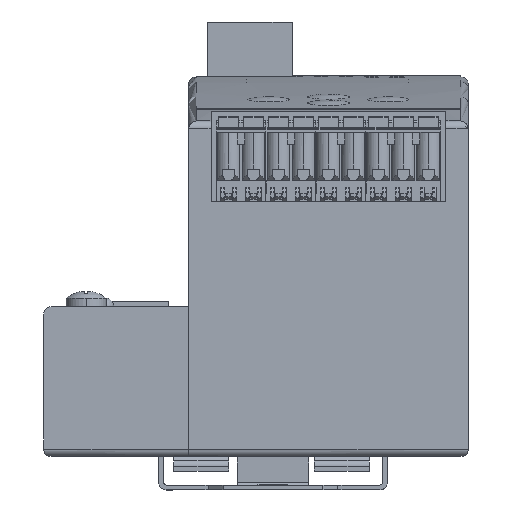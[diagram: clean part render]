
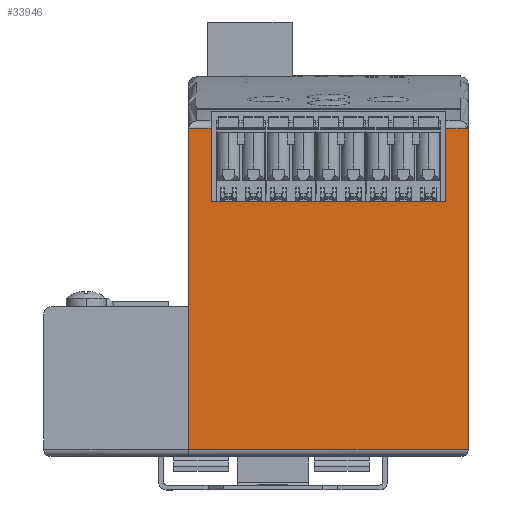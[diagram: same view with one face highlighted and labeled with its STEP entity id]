
A CAD part, front view. The second image highlights one B-rep face of the part: STEP entity #33946.
In plain terms, the highlighted planar face has unit normal (0, -1, 0).
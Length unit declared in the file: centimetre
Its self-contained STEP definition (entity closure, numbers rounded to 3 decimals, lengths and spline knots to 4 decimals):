
#1894=PLANE('',#42495);
#3122=B_SPLINE_CURVE_WITH_KNOTS('',3,(#44645,#44646,#44647,#44648,#44649,
#44650,#44651,#44652,#44653,#44654,#44655,#44656,#44657,#44658,#44659,#44660,
#44661,#44662,#44663,#44664,#44665,#44666,#44667,#44668,#44669,#44670,#44671,
#44672,#44673,#44674,#44675,#44676,#44677,#44678),.UNSPECIFIED.,.T.,.U.,
(4,2,2,2,2,2,2,2,2,2,2,2,2,2,2,2,4),(0.,0.0553,0.111,
0.167,0.2234,0.2798,0.3358,
0.3915,0.4468,0.5022,0.5578,
0.6139,0.6702,0.7266,0.7827,
0.8383,0.8937),.UNSPECIFIED.);
#3125=B_SPLINE_CURVE_WITH_KNOTS('',3,(#44723,#44724,#44725,#44726,#44727,
#44728,#44729,#44730,#44731,#44732,#44733,#44734,#44735,#44736,#44737,#44738,
#44739,#44740,#44741,#44742,#44743,#44744,#44745,#44746,#44747,#44748,#44749,
#44750,#44751,#44752,#44753,#44754,#44755,#44756),.UNSPECIFIED.,.T.,.U.,
(4,2,2,2,2,2,2,2,2,2,2,2,2,2,2,2,4),(0.,0.0553,0.111,
0.167,0.2234,0.2798,0.3358,0.3915,
0.4468,0.5022,0.5578,0.6139,
0.6702,0.7266,0.7827,0.8383,0.8937),
 .UNSPECIFIED.);
#3753=VECTOR('',#35838,1.);
#3756=VECTOR('',#35847,1.);
#3761=VECTOR('',#35865,1.);
#3764=VECTOR('',#35871,1.);
#3768=VECTOR('',#35880,1.);
#3769=VECTOR('',#35881,1.);
#3770=VECTOR('',#35882,1.);
#3771=VECTOR('',#35883,1.);
#7323=LINE('',#44697,#3753);
#7326=LINE('',#44705,#3756);
#7331=LINE('',#44770,#3761);
#7334=LINE('',#44775,#3764);
#7338=LINE('',#44786,#3768);
#7339=LINE('',#44787,#3769);
#7340=LINE('',#44788,#3770);
#7341=LINE('',#44790,#3771);
#11146=VERTEX_POINT('',#44644);
#11147=VERTEX_POINT('',#44679);
#11148=VERTEX_POINT('',#44694);
#11151=VERTEX_POINT('',#44704);
#11152=VERTEX_POINT('',#44706);
#11154=VERTEX_POINT('',#44757);
#11155=VERTEX_POINT('',#44764);
#11158=VERTEX_POINT('',#44769);
#11159=VERTEX_POINT('',#44776);
#11162=VERTEX_POINT('',#44789);
#14969=EDGE_CURVE('',#11146,#11147,#3122,.T.);
#14973=EDGE_CURVE('',#11147,#11148,#7323,.T.);
#14977=EDGE_CURVE('',#11151,#11152,#7326,.T.);
#14981=EDGE_CURVE('',#11152,#11154,#3125,.T.);
#14988=EDGE_CURVE('',#11158,#11155,#7331,.T.);
#14991=EDGE_CURVE('',#11159,#11148,#7334,.T.);
#14997=EDGE_CURVE('',#11146,#11155,#7338,.T.);
#14998=EDGE_CURVE('',#11158,#11154,#7339,.T.);
#14999=EDGE_CURVE('',#11151,#11162,#7340,.T.);
#15000=EDGE_CURVE('',#11162,#11159,#7341,.T.);
#19975=ORIENTED_EDGE('',*,*,#14973,.F.);
#19976=ORIENTED_EDGE('',*,*,#14969,.F.);
#19977=ORIENTED_EDGE('',*,*,#14997,.T.);
#19978=ORIENTED_EDGE('',*,*,#14988,.F.);
#19979=ORIENTED_EDGE('',*,*,#14998,.T.);
#19980=ORIENTED_EDGE('',*,*,#14981,.F.);
#19981=ORIENTED_EDGE('',*,*,#14977,.F.);
#19982=ORIENTED_EDGE('',*,*,#14999,.T.);
#19983=ORIENTED_EDGE('',*,*,#15000,.T.);
#19984=ORIENTED_EDGE('',*,*,#14991,.T.);
#29850=EDGE_LOOP('',(#19975,#19976,#19977,#19978,#19979,#19980,#19981,#19982,
#19983,#19984));
#31898=FACE_BOUND('',#29850,.T.);
#33946=ADVANCED_FACE('',(#31898),#1894,.T.);
#35838=DIRECTION('',(1.,0.,0.));
#35847=DIRECTION('',(1.,0.,0.));
#35865=DIRECTION('',(-1.,0.,0.));
#35871=DIRECTION('',(0.,0.,1.));
#35879=DIRECTION('',(0.,-1.,0.));
#35880=DIRECTION('',(0.,0.,-1.));
#35881=DIRECTION('',(0.,0.,1.));
#35882=DIRECTION('',(0.,0.,-1.));
#35883=DIRECTION('',(-1.,0.,0.));
#42495=AXIS2_PLACEMENT_3D('',#44785,#35879,$);
#44644=CARTESIAN_POINT('',(-2.8,-6.05,6.5483));
#44645=CARTESIAN_POINT('',(-2.65,-6.05,6.7));
#44646=CARTESIAN_POINT('',(-2.6316,-6.05,6.7));
#44647=CARTESIAN_POINT('',(-2.6099,-6.05,6.6956));
#44648=CARTESIAN_POINT('',(-2.5757,-6.05,6.6814));
#44649=CARTESIAN_POINT('',(-2.5572,-6.05,6.669));
#44650=CARTESIAN_POINT('',(-2.531,-6.05,6.6425));
#44651=CARTESIAN_POINT('',(-2.5186,-6.05,6.6239));
#44652=CARTESIAN_POINT('',(-2.5044,-6.05,6.5892));
#44653=CARTESIAN_POINT('',(-2.5,-6.05,6.5671));
#44654=CARTESIAN_POINT('',(-2.5,-6.05,6.5295));
#44655=CARTESIAN_POINT('',(-2.5044,-6.05,6.5074));
#44656=CARTESIAN_POINT('',(-2.5186,-6.05,6.4727));
#44657=CARTESIAN_POINT('',(-2.531,-6.05,6.454));
#44658=CARTESIAN_POINT('',(-2.5572,-6.05,6.4276));
#44659=CARTESIAN_POINT('',(-2.5757,-6.05,6.4152));
#44660=CARTESIAN_POINT('',(-2.6099,-6.05,6.4009));
#44661=CARTESIAN_POINT('',(-2.6316,-6.05,6.3966));
#44662=CARTESIAN_POINT('',(-2.6684,-6.05,6.3966));
#44663=CARTESIAN_POINT('',(-2.6901,-6.05,6.4009));
#44664=CARTESIAN_POINT('',(-2.7243,-6.05,6.4152));
#44665=CARTESIAN_POINT('',(-2.7428,-6.05,6.4276));
#44666=CARTESIAN_POINT('',(-2.769,-6.05,6.454));
#44667=CARTESIAN_POINT('',(-2.7814,-6.05,6.4727));
#44668=CARTESIAN_POINT('',(-2.7956,-6.05,6.5074));
#44669=CARTESIAN_POINT('',(-2.8,-6.05,6.5295));
#44670=CARTESIAN_POINT('',(-2.8,-6.05,6.5671));
#44671=CARTESIAN_POINT('',(-2.7956,-6.05,6.5892));
#44672=CARTESIAN_POINT('',(-2.7814,-6.05,6.6239));
#44673=CARTESIAN_POINT('',(-2.769,-6.05,6.6425));
#44674=CARTESIAN_POINT('',(-2.7428,-6.05,6.669));
#44675=CARTESIAN_POINT('',(-2.7243,-6.05,6.6814));
#44676=CARTESIAN_POINT('',(-2.6901,-6.05,6.6956));
#44677=CARTESIAN_POINT('',(-2.6684,-6.05,6.7));
#44678=CARTESIAN_POINT('',(-2.65,-6.05,6.7));
#44679=CARTESIAN_POINT('',(-2.7983,-6.05,6.5709));
#44694=CARTESIAN_POINT('',(-2.35,-6.05,6.5709));
#44697=CARTESIAN_POINT('',(-2.8,-6.05,6.5709));
#44704=CARTESIAN_POINT('',(2.35,-6.05,6.5709));
#44705=CARTESIAN_POINT('',(-2.8,-6.05,6.5709));
#44706=CARTESIAN_POINT('',(2.7983,-6.05,6.5709));
#44723=CARTESIAN_POINT('',(2.65,-6.05,6.7));
#44724=CARTESIAN_POINT('',(2.6684,-6.05,6.7));
#44725=CARTESIAN_POINT('',(2.6901,-6.05,6.6956));
#44726=CARTESIAN_POINT('',(2.7243,-6.05,6.6814));
#44727=CARTESIAN_POINT('',(2.7428,-6.05,6.669));
#44728=CARTESIAN_POINT('',(2.769,-6.05,6.6425));
#44729=CARTESIAN_POINT('',(2.7814,-6.05,6.6239));
#44730=CARTESIAN_POINT('',(2.7956,-6.05,6.5892));
#44731=CARTESIAN_POINT('',(2.8,-6.05,6.5671));
#44732=CARTESIAN_POINT('',(2.8,-6.05,6.5295));
#44733=CARTESIAN_POINT('',(2.7956,-6.05,6.5074));
#44734=CARTESIAN_POINT('',(2.7814,-6.05,6.4727));
#44735=CARTESIAN_POINT('',(2.769,-6.05,6.454));
#44736=CARTESIAN_POINT('',(2.7428,-6.05,6.4276));
#44737=CARTESIAN_POINT('',(2.7243,-6.05,6.4152));
#44738=CARTESIAN_POINT('',(2.6901,-6.05,6.4009));
#44739=CARTESIAN_POINT('',(2.6684,-6.05,6.3966));
#44740=CARTESIAN_POINT('',(2.6316,-6.05,6.3966));
#44741=CARTESIAN_POINT('',(2.6099,-6.05,6.4009));
#44742=CARTESIAN_POINT('',(2.5757,-6.05,6.4152));
#44743=CARTESIAN_POINT('',(2.5572,-6.05,6.4276));
#44744=CARTESIAN_POINT('',(2.531,-6.05,6.454));
#44745=CARTESIAN_POINT('',(2.5186,-6.05,6.4727));
#44746=CARTESIAN_POINT('',(2.5044,-6.05,6.5074));
#44747=CARTESIAN_POINT('',(2.5,-6.05,6.5295));
#44748=CARTESIAN_POINT('',(2.5,-6.05,6.5671));
#44749=CARTESIAN_POINT('',(2.5044,-6.05,6.5892));
#44750=CARTESIAN_POINT('',(2.5186,-6.05,6.6239));
#44751=CARTESIAN_POINT('',(2.531,-6.05,6.6425));
#44752=CARTESIAN_POINT('',(2.5572,-6.05,6.669));
#44753=CARTESIAN_POINT('',(2.5757,-6.05,6.6814));
#44754=CARTESIAN_POINT('',(2.6099,-6.05,6.6956));
#44755=CARTESIAN_POINT('',(2.6316,-6.05,6.7));
#44756=CARTESIAN_POINT('',(2.65,-6.05,6.7));
#44757=CARTESIAN_POINT('',(2.8,-6.05,6.5483));
#44764=CARTESIAN_POINT('',(-2.8,-6.05,0.15));
#44769=CARTESIAN_POINT('',(2.8,-6.05,0.15));
#44770=CARTESIAN_POINT('',(-2.8,-6.05,0.15));
#44775=CARTESIAN_POINT('',(-2.35,-6.05,6.175));
#44776=CARTESIAN_POINT('',(-2.35,-6.05,5.1));
#44785=CARTESIAN_POINT('',(-2.8,-6.05,3.35));
#44786=CARTESIAN_POINT('',(-2.8,-6.05,6.7));
#44787=CARTESIAN_POINT('',(2.8,-6.05,6.7));
#44788=CARTESIAN_POINT('',(2.35,-6.05,6.175));
#44789=CARTESIAN_POINT('',(2.35,-6.05,5.1));
#44790=CARTESIAN_POINT('',(-1.4,-6.05,5.1));
